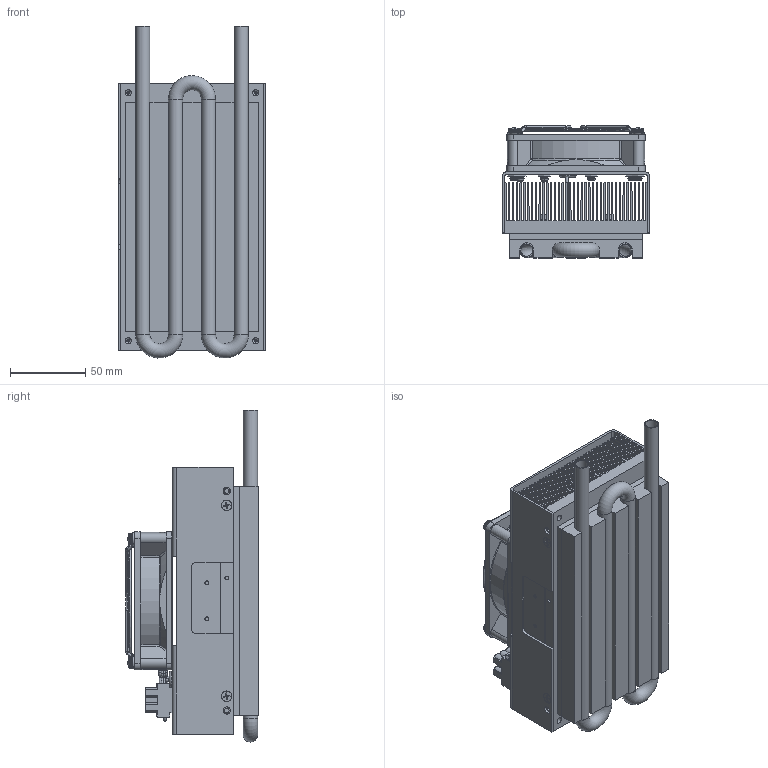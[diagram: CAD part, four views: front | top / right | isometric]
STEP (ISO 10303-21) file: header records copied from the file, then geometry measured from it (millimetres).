
FILE_DESCRIPTION(/* description */ ('Alibre Inc.'),/* implementation_level */ '2;1');
FILE_NAME(/* name */ 'export-2CBD5EB8-C225-4447-A338-D43C994AA6FB',/* time_stamp */ '2022-08-18T18:07:37-04:00',/* author */ (''),/* organization */ (''),/* preprocessor_version */ 'ST-DEVELOPER v17',/* originating_system */ 'Alibre',/* authorisation */ '');
FILE_SCHEMA (('AUTOMOTIVE_DESIGN'));
Length unit declared in the file: millimetre
Products named in the file (46): Rev B; None; SC92-W2; Rev C
Bounding box: 98.48 x 87.9 x 220.94 mm (x, y, z)
Volume: 584549.6 mm3; surface area: 623333.7 mm2
Topology: 124 solids, 124 shells, 3554 faces, 8925 edges, 5750 vertices
Faces by surface type: plane 1512, bspline 1218, cylinder 529, torus 159, cone 128, sphere 8
Full cylindrical faces by diameter (mm): 0.991 x8, 1.422 x18, 1.524 x8, 1.803 x12, 1.829 x10, 2.459 x7, 2.6 x4, 2.642 x10, 3.05 x2, 3.1 x6, 3.242 x4, 3.505 x18, 4 x12, 4.134 x4, 4.166 x12, 4.216 x6, 4.267 x6, 4.5 x4, 4.75 x1, 4.83 x8, 5.563 x8, 5.59 x6, 5.74 x6, 6.299 x6, 6.35 x6, 6.858 x8, 7.925 x1, 8.103 x4, 8.11 x1, 9.525 x10
Entity records: 138257 total; most frequent: CARTESIAN_POINT 79049, ORIENTED_EDGE 14134, DIRECTION 7627, EDGE_CURVE 7067, VERTEX_POINT 4683, FACE_BOUND 3332, EDGE_LOOP 3326, AXIS2_PLACEMENT_3D 2914
